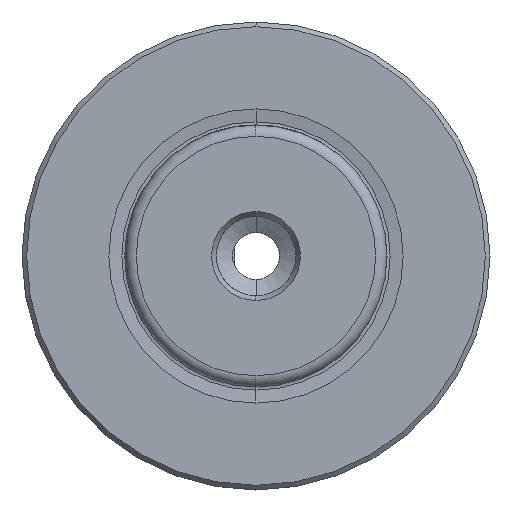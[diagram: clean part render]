
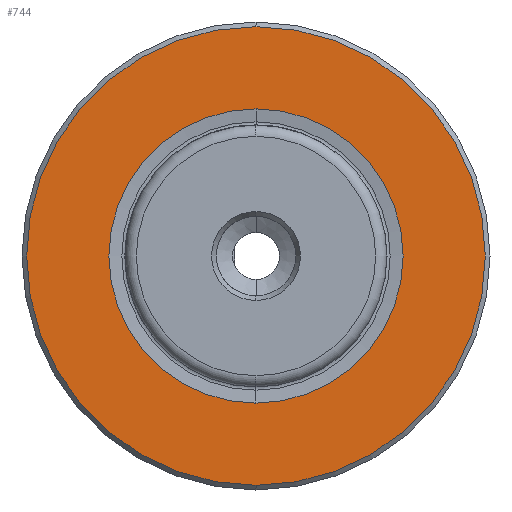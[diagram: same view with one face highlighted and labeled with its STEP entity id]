
A CAD part, left-side view. The second image highlights one B-rep face of the part: STEP entity #744.
In plain terms, the highlighted planar face has unit normal (-1, 0, 0).
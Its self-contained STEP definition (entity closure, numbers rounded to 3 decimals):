
#254 = AXIS2_PLACEMENT_3D ( 'NONE', #1238, #1242, #1249 ) ;
#342 = AXIS2_PLACEMENT_3D ( 'NONE', #2654, #2639, #2607 ) ;
#494 = VERTEX_POINT ( 'NONE', #1585 ) ;
#497 = EDGE_LOOP ( 'NONE', ( #2219, #2215 ) ) ;
#526 = CARTESIAN_POINT ( 'NONE',  ( 0., 0., 0. ) ) ;
#529 = DIRECTION ( 'NONE',  ( -1., 0., 0. ) ) ;
#533 = DIRECTION ( 'NONE',  ( 0., 0., 1. ) ) ;
#579 = CIRCLE ( 'NONE', #1536, 15.715 ) ;
#625 = CARTESIAN_POINT ( 'NONE',  ( 0., 0., 24.5 ) ) ;
#741 = CARTESIAN_POINT ( 'NONE',  ( 0., 0., 0. ) ) ;
#744 = ADVANCED_FACE ( 'NONE', ( #2883, #2846 ), #2120, .F. ) ;
#835 = AXIS2_PLACEMENT_3D ( 'NONE', #2159, #2086, #2061 ) ;
#984 = VERTEX_POINT ( 'NONE', #2940 ) ;
#1013 = EDGE_CURVE ( 'NONE', #494, #2094, #1538, .T. ) ;
#1016 = DIRECTION ( 'NONE',  ( -1., 0., 0. ) ) ;
#1088 = DIRECTION ( 'NONE',  ( 0., 0., 1. ) ) ;
#1238 = CARTESIAN_POINT ( 'NONE',  ( 0., 0., 0. ) ) ;
#1242 = DIRECTION ( 'NONE',  ( -1., 0., 0. ) ) ;
#1249 = DIRECTION ( 'NONE',  ( 0., 0., 1. ) ) ;
#1536 = AXIS2_PLACEMENT_3D ( 'NONE', #741, #1016, #1088 ) ;
#1538 = CIRCLE ( 'NONE', #342, 24.5 ) ;
#1572 = CARTESIAN_POINT ( 'NONE',  ( 0., 0., 15.715 ) ) ;
#1585 = CARTESIAN_POINT ( 'NONE',  ( 0., 0., -24.5 ) ) ;
#1754 = AXIS2_PLACEMENT_3D ( 'NONE', #526, #529, #533 ) ;
#1762 = CIRCLE ( 'NONE', #254, 24.5 ) ;
#1811 = VERTEX_POINT ( 'NONE', #1572 ) ;
#2018 = EDGE_CURVE ( 'NONE', #984, #1811, #3079, .T. ) ;
#2061 = DIRECTION ( 'NONE',  ( 0., 0., -1. ) ) ;
#2086 = DIRECTION ( 'NONE',  ( 1., 0., 0. ) ) ;
#2094 = VERTEX_POINT ( 'NONE', #625 ) ;
#2120 = PLANE ( 'NONE',  #835 ) ;
#2125 = EDGE_LOOP ( 'NONE', ( #2183, #2177 ) ) ;
#2159 = CARTESIAN_POINT ( 'NONE',  ( 0., 15.715, 0. ) ) ;
#2177 = ORIENTED_EDGE ( 'NONE', *, *, #2580, .T. ) ;
#2183 = ORIENTED_EDGE ( 'NONE', *, *, #1013, .T. ) ;
#2215 = ORIENTED_EDGE ( 'NONE', *, *, #2018, .F. ) ;
#2219 = ORIENTED_EDGE ( 'NONE', *, *, #3123, .F. ) ;
#2580 = EDGE_CURVE ( 'NONE', #2094, #494, #1762, .T. ) ;
#2607 = DIRECTION ( 'NONE',  ( 0., 0., 1. ) ) ;
#2639 = DIRECTION ( 'NONE',  ( -1., 0., 0. ) ) ;
#2654 = CARTESIAN_POINT ( 'NONE',  ( 0., 0., 0. ) ) ;
#2846 = FACE_OUTER_BOUND ( 'NONE', #2125, .T. ) ;
#2883 = FACE_BOUND ( 'NONE', #497, .T. ) ;
#2940 = CARTESIAN_POINT ( 'NONE',  ( 0., 0., -15.715 ) ) ;
#3079 = CIRCLE ( 'NONE', #1754, 15.715 ) ;
#3123 = EDGE_CURVE ( 'NONE', #1811, #984, #579, .T. ) ;
